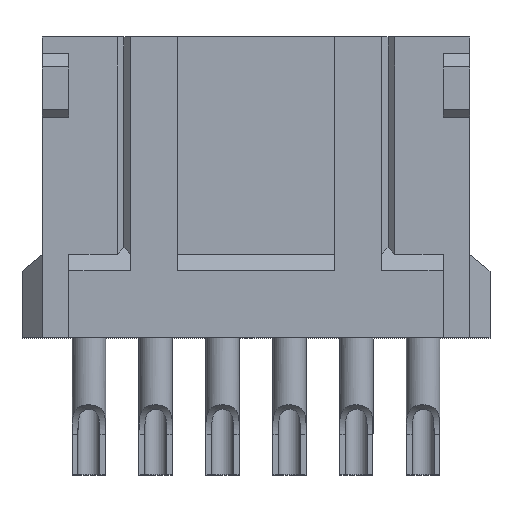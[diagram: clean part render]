
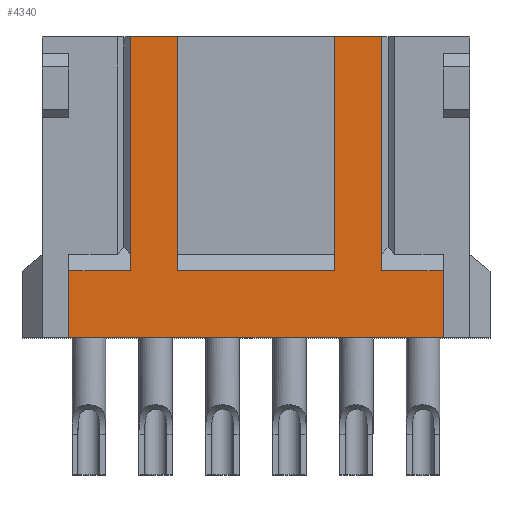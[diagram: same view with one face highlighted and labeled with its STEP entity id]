
A CAD part, top view. The second image highlights one B-rep face of the part: STEP entity #4340.
In plain terms, the highlighted planar face has unit normal (0, 0, 1).
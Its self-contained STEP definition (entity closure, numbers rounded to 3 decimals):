
#33=DIRECTION('',(1.,0.,0.));
#34=VECTOR('',#33,11.2);
#35=CARTESIAN_POINT('',(-5.6,0.,2.75));
#36=LINE('',#35,#34);
#433=DIRECTION('',(1.,0.,0.));
#434=VECTOR('',#433,1.4);
#435=CARTESIAN_POINT('',(2.35,9.,2.75));
#436=LINE('',#435,#434);
#449=DIRECTION('',(1.,0.,0.));
#450=VECTOR('',#449,1.4);
#451=CARTESIAN_POINT('',(-3.75,9.,2.75));
#452=LINE('',#451,#450);
#981=DIRECTION('',(0.,1.,0.));
#982=VECTOR('',#981,2.);
#983=CARTESIAN_POINT('',(5.6,0.,2.75));
#984=LINE('',#983,#982);
#985=DIRECTION('',(0.,1.,0.));
#986=VECTOR('',#985,2.);
#987=CARTESIAN_POINT('',(-5.6,0.,2.75));
#988=LINE('',#987,#986);
#989=DIRECTION('',(-1.,0.,0.));
#990=VECTOR('',#989,1.85);
#991=CARTESIAN_POINT('',(-3.75,2.,2.75));
#992=LINE('',#991,#990);
#993=DIRECTION('',(0.,-1.,0.));
#994=VECTOR('',#993,7.);
#995=CARTESIAN_POINT('',(-3.75,9.,2.75));
#996=LINE('',#995,#994);
#997=DIRECTION('',(-1.,0.,0.));
#998=VECTOR('',#997,4.7);
#999=CARTESIAN_POINT('',(2.35,2.,2.75));
#1000=LINE('',#999,#998);
#1001=DIRECTION('',(0.,-1.,0.));
#1002=VECTOR('',#1001,7.);
#1003=CARTESIAN_POINT('',(2.35,9.,2.75));
#1004=LINE('',#1003,#1002);
#1005=DIRECTION('',(-1.,0.,0.));
#1006=VECTOR('',#1005,1.85);
#1007=CARTESIAN_POINT('',(5.6,2.,2.75));
#1008=LINE('',#1007,#1006);
#1021=DIRECTION('',(0.,-1.,0.));
#1022=VECTOR('',#1021,7.);
#1023=CARTESIAN_POINT('',(-2.35,9.,2.75));
#1024=LINE('',#1023,#1022);
#1029=DIRECTION('',(0.,-1.,0.));
#1030=VECTOR('',#1029,7.);
#1031=CARTESIAN_POINT('',(3.75,9.,2.75));
#1032=LINE('',#1031,#1030);
#2567=CARTESIAN_POINT('',(5.6,0.,2.75));
#2569=VERTEX_POINT('',#2567);
#2577=CARTESIAN_POINT('',(-5.6,0.,2.75));
#2578=VERTEX_POINT('',#2577);
#2579=CARTESIAN_POINT('',(5.6,2.,2.75));
#2580=VERTEX_POINT('',#2579);
#2581=CARTESIAN_POINT('',(-5.6,2.,2.75));
#2582=VERTEX_POINT('',#2581);
#2595=CARTESIAN_POINT('',(2.35,9.,2.75));
#2596=CARTESIAN_POINT('',(3.75,9.,2.75));
#2597=VERTEX_POINT('',#2595);
#2598=VERTEX_POINT('',#2596);
#2603=CARTESIAN_POINT('',(2.35,2.,2.75));
#2604=VERTEX_POINT('',#2603);
#2609=CARTESIAN_POINT('',(-2.35,2.,2.75));
#2610=VERTEX_POINT('',#2609);
#2611=CARTESIAN_POINT('',(3.75,2.,2.75));
#2612=VERTEX_POINT('',#2611);
#2901=CARTESIAN_POINT('',(-3.75,9.,2.75));
#2902=CARTESIAN_POINT('',(-2.35,9.,2.75));
#2903=VERTEX_POINT('',#2901);
#2904=VERTEX_POINT('',#2902);
#2905=CARTESIAN_POINT('',(-3.75,2.,2.75));
#2906=VERTEX_POINT('',#2905);
#4316=CARTESIAN_POINT('',(-7.,0.,2.75));
#4317=DIRECTION('',(0.,0.,1.));
#4318=DIRECTION('',(1.,0.,0.));
#4319=AXIS2_PLACEMENT_3D('',#4316,#4317,#4318);
#4320=PLANE('',#4319);
#4322=ORIENTED_EDGE('',*,*,#4321,.F.);
#4323=ORIENTED_EDGE('',*,*,#3162,.F.);
#4325=ORIENTED_EDGE('',*,*,#4324,.T.);
#4326=ORIENTED_EDGE('',*,*,#4309,.F.);
#4328=ORIENTED_EDGE('',*,*,#4327,.F.);
#4329=ORIENTED_EDGE('',*,*,#3593,.T.);
#4331=ORIENTED_EDGE('',*,*,#4330,.T.);
#4332=ORIENTED_EDGE('',*,*,#4271,.F.);
#4333=ORIENTED_EDGE('',*,*,#3559,.F.);
#4334=ORIENTED_EDGE('',*,*,#3587,.T.);
#4336=ORIENTED_EDGE('',*,*,#4335,.T.);
#4337=ORIENTED_EDGE('',*,*,#4292,.F.);
#4338=EDGE_LOOP('',(#4322,#4323,#4325,#4326,#4328,#4329,#4331,#4332,#4333,#4334,
#4336,#4337));
#4339=FACE_OUTER_BOUND('',#4338,.F.);
#3162=EDGE_CURVE('',#2578,#2569,#36,.T.);
#3559=EDGE_CURVE('',#2597,#2604,#1004,.T.);
#3587=EDGE_CURVE('',#2597,#2598,#436,.T.);
#3593=EDGE_CURVE('',#2903,#2904,#452,.T.);
#4271=EDGE_CURVE('',#2604,#2610,#1000,.T.);
#4292=EDGE_CURVE('',#2580,#2612,#1008,.T.);
#4309=EDGE_CURVE('',#2906,#2582,#992,.T.);
#4321=EDGE_CURVE('',#2569,#2580,#984,.T.);
#4324=EDGE_CURVE('',#2578,#2582,#988,.T.);
#4327=EDGE_CURVE('',#2903,#2906,#996,.T.);
#4330=EDGE_CURVE('',#2904,#2610,#1024,.T.);
#4335=EDGE_CURVE('',#2598,#2612,#1032,.T.);
#4340=ADVANCED_FACE('',(#4339),#4320,.T.);
